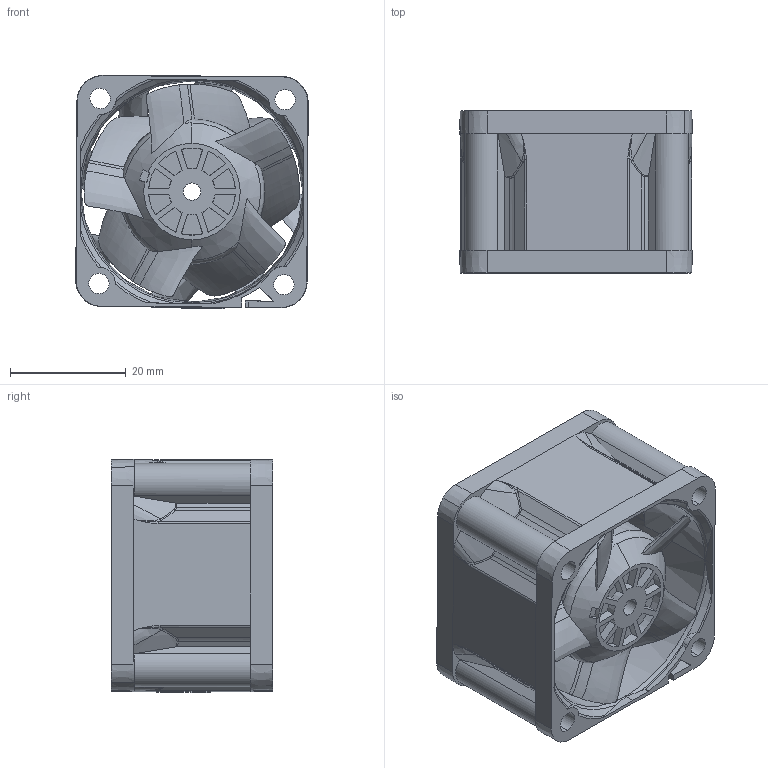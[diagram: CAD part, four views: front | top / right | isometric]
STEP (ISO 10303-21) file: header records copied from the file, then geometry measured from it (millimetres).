
FILE_DESCRIPTION((''),'2;1');
FILE_NAME('ASM0009_ASM','2021-03-25T',('Administrator'),(''),'PRO/ENGINEER BY PARAMETRIC TECHNOLOGY CORPORATION, 2009440','PRO/ENGINEER BY PARAMETRIC TECHNOLOGY CORPORATION, 2009440','');
FILE_SCHEMA(('CONFIG_CONTROL_DESIGN'));
Products named in the file (3): PRT0015; PRT0016; ASM0009_ASM
Assembly tree (2 placements, depth 2):
  ASM0009_ASM
    PRT0015
    PRT0016
Bounding box: 40.19 x 28 x 40.33 mm (x, y, z)
Volume: 13099.6 mm3; surface area: 18611.4 mm2
Topology: 2 solids, 2 shells, 729 faces, 2086 edges, 1387 vertices
Faces by surface type: plane 263, bspline 189, cone 131, cylinder 95, torus 32, revolution 19
Entity records: 43627 total; most frequent: CARTESIAN_POINT 26738, ORIENTED_EDGE 4172, DIRECTION 2563, EDGE_CURVE 2086, VERTEX_POINT 1387, B_SPLINE_CURVE_WITH_KNOTS 1091, AXIS2_PLACEMENT_3D 1004, EDGE_LOOP 783
